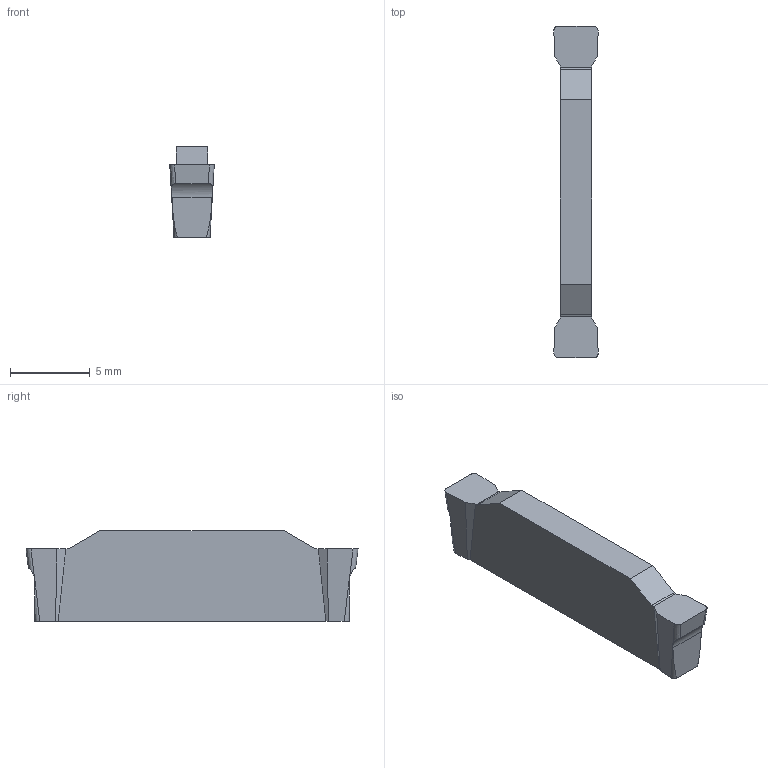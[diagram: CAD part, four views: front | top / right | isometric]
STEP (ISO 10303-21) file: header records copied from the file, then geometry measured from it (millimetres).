
FILE_DESCRIPTION(/* description */ (''),/* implementation_level */ '2;1');
FILE_NAME(/* name */ 'CUT_1.STP',/* time_stamp */ '2024-01-03T09:52:27+01:00',/* author */ (''),/* organization */ ('SMS'),/* preprocessor_version */ 'ST-DEVELOPER v16.7',/* originating_system */ 'SIEMENS PLM Software NX 12.0',/* authorisation */ '');
FILE_SCHEMA (('AUTOMOTIVE_DESIGN { 1 0 10303 214 3 1 1 1 }'));
Length unit declared in the file: millimetre
Products named in the file (1): CUT_1
Bounding box: 2.79 x 20.87 x 5.68 mm (x, y, z)
Volume: 220.4 mm3; surface area: 322.8 mm2
Topology: 1 solids, 1 shells, 40 faces, 111 edges, 75 vertices
Faces by surface type: plane 20, bspline 16, cylinder 4
Entity records: 1787 total; most frequent: CARTESIAN_POINT 898, ORIENTED_EDGE 220, DIRECTION 112, EDGE_CURVE 110, VERTEX_POINT 72, LINE 50, VECTOR 50, B_SPLINE_CURVE_WITH_KNOTS 40
